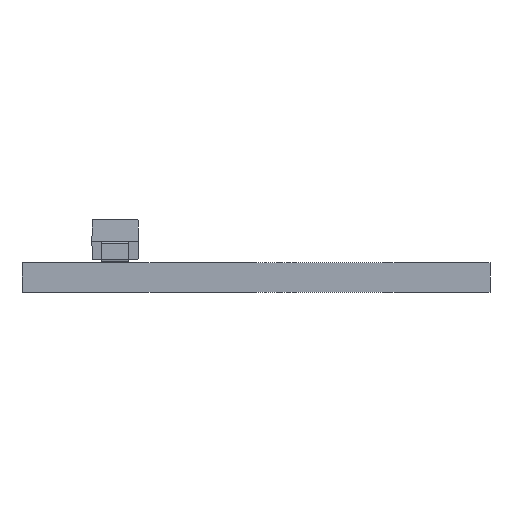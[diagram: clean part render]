
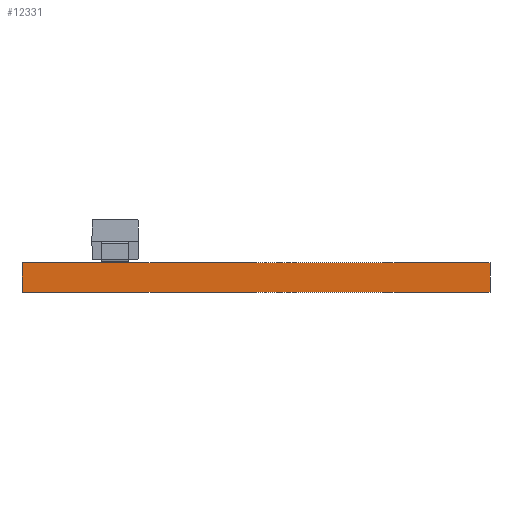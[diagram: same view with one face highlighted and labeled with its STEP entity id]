
A CAD part, left-side view. The second image highlights one B-rep face of the part: STEP entity #12331.
In plain terms, the highlighted planar face has unit normal (-1, 0, 0).
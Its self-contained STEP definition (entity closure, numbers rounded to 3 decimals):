
#2518 = PLANE('',#2519);
#2519 = AXIS2_PLACEMENT_3D('',#2520,#2521,#2522);
#2520 = CARTESIAN_POINT('',(0.,8.061,1.58));
#2521 = DIRECTION('',(-0.,-0.,-1.));
#2522 = DIRECTION('',(-1.,0.,0.));
#2572 = PLANE('',#2573);
#2573 = AXIS2_PLACEMENT_3D('',#2574,#2575,#2576);
#2574 = CARTESIAN_POINT('',(0.,8.061,0.));
#2575 = DIRECTION('',(-0.,-0.,-1.));
#2576 = DIRECTION('',(-1.,0.,0.));
#2605 = PLANE('',#2606);
#2606 = AXIS2_PLACEMENT_3D('',#2607,#2608,#2609);
#2607 = CARTESIAN_POINT('',(-12.5,20.5,0.));
#2608 = DIRECTION('',(0.,1.,0.));
#2609 = DIRECTION('',(1.,0.,0.));
#3857 = VERTEX_POINT('',#3858);
#3858 = CARTESIAN_POINT('',(-12.5,-4.5,0.));
#3872 = PLANE('',#3873);
#3873 = AXIS2_PLACEMENT_3D('',#3874,#3875,#3876);
#3874 = CARTESIAN_POINT('',(-5.75,-4.5,0.));
#3875 = DIRECTION('',(0.,-1.,0.));
#3876 = DIRECTION('',(-1.,0.,0.));
#3884 = EDGE_CURVE('',#3857,#3885,#3887,.T.);
#3885 = VERTEX_POINT('',#3886);
#3886 = CARTESIAN_POINT('',(-12.5,20.5,0.));
#3887 = SURFACE_CURVE('',#3888,(#3892,#3899),.PCURVE_S1.);
#3888 = LINE('',#3889,#3890);
#3889 = CARTESIAN_POINT('',(-12.5,-4.5,0.));
#3890 = VECTOR('',#3891,1.);
#3891 = DIRECTION('',(0.,1.,0.));
#3892 = PCURVE('',#2572,#3893);
#3893 = DEFINITIONAL_REPRESENTATION('',(#3894),#3898);
#3894 = LINE('',#3895,#3896);
#3895 = CARTESIAN_POINT('',(12.5,-12.561));
#3896 = VECTOR('',#3897,1.);
#3897 = DIRECTION('',(0.,1.));
#3898 = ( GEOMETRIC_REPRESENTATION_CONTEXT(2) 
PARAMETRIC_REPRESENTATION_CONTEXT() REPRESENTATION_CONTEXT('2D SPACE',''
  ) );
#3899 = PCURVE('',#3900,#3905);
#3900 = PLANE('',#3901);
#3901 = AXIS2_PLACEMENT_3D('',#3902,#3903,#3904);
#3902 = CARTESIAN_POINT('',(-12.5,-4.5,0.));
#3903 = DIRECTION('',(-1.,0.,0.));
#3904 = DIRECTION('',(0.,1.,0.));
#3905 = DEFINITIONAL_REPRESENTATION('',(#3906),#3910);
#3906 = LINE('',#3907,#3908);
#3907 = CARTESIAN_POINT('',(0.,0.));
#3908 = VECTOR('',#3909,1.);
#3909 = DIRECTION('',(1.,0.));
#3910 = ( GEOMETRIC_REPRESENTATION_CONTEXT(2) 
PARAMETRIC_REPRESENTATION_CONTEXT() REPRESENTATION_CONTEXT('2D SPACE',''
  ) );
#8893 = VERTEX_POINT('',#8894);
#8894 = CARTESIAN_POINT('',(-12.5,-4.5,1.58));
#8915 = EDGE_CURVE('',#8893,#8916,#8918,.T.);
#8916 = VERTEX_POINT('',#8917);
#8917 = CARTESIAN_POINT('',(-12.5,20.5,1.58));
#8918 = SURFACE_CURVE('',#8919,(#8923,#8930),.PCURVE_S1.);
#8919 = LINE('',#8920,#8921);
#8920 = CARTESIAN_POINT('',(-12.5,-4.5,1.58));
#8921 = VECTOR('',#8922,1.);
#8922 = DIRECTION('',(0.,1.,0.));
#8923 = PCURVE('',#2518,#8924);
#8924 = DEFINITIONAL_REPRESENTATION('',(#8925),#8929);
#8925 = LINE('',#8926,#8927);
#8926 = CARTESIAN_POINT('',(12.5,-12.561));
#8927 = VECTOR('',#8928,1.);
#8928 = DIRECTION('',(0.,1.));
#8929 = ( GEOMETRIC_REPRESENTATION_CONTEXT(2) 
PARAMETRIC_REPRESENTATION_CONTEXT() REPRESENTATION_CONTEXT('2D SPACE',''
  ) );
#8930 = PCURVE('',#3900,#8931);
#8931 = DEFINITIONAL_REPRESENTATION('',(#8932),#8936);
#8932 = LINE('',#8933,#8934);
#8933 = CARTESIAN_POINT('',(0.,-1.58));
#8934 = VECTOR('',#8935,1.);
#8935 = DIRECTION('',(1.,0.));
#8936 = ( GEOMETRIC_REPRESENTATION_CONTEXT(2) 
PARAMETRIC_REPRESENTATION_CONTEXT() REPRESENTATION_CONTEXT('2D SPACE',''
  ) );
#12281 = EDGE_CURVE('',#3885,#8916,#12282,.T.);
#12282 = SURFACE_CURVE('',#12283,(#12287,#12294),.PCURVE_S1.);
#12283 = LINE('',#12284,#12285);
#12284 = CARTESIAN_POINT('',(-12.5,20.5,0.));
#12285 = VECTOR('',#12286,1.);
#12286 = DIRECTION('',(0.,0.,1.));
#12287 = PCURVE('',#2605,#12288);
#12288 = DEFINITIONAL_REPRESENTATION('',(#12289),#12293);
#12289 = LINE('',#12290,#12291);
#12290 = CARTESIAN_POINT('',(0.,0.));
#12291 = VECTOR('',#12292,1.);
#12292 = DIRECTION('',(0.,-1.));
#12293 = ( GEOMETRIC_REPRESENTATION_CONTEXT(2) 
PARAMETRIC_REPRESENTATION_CONTEXT() REPRESENTATION_CONTEXT('2D SPACE',''
  ) );
#12294 = PCURVE('',#3900,#12295);
#12295 = DEFINITIONAL_REPRESENTATION('',(#12296),#12300);
#12296 = LINE('',#12297,#12298);
#12297 = CARTESIAN_POINT('',(25.,0.));
#12298 = VECTOR('',#12299,1.);
#12299 = DIRECTION('',(0.,-1.));
#12300 = ( GEOMETRIC_REPRESENTATION_CONTEXT(2) 
PARAMETRIC_REPRESENTATION_CONTEXT() REPRESENTATION_CONTEXT('2D SPACE',''
  ) );
#12331 = ADVANCED_FACE('',(#12332),#3900,.T.);
#12332 = FACE_BOUND('',#12333,.T.);
#12333 = EDGE_LOOP('',(#12334,#12355,#12356,#12357));
#12334 = ORIENTED_EDGE('',*,*,#12335,.T.);
#12335 = EDGE_CURVE('',#3857,#8893,#12336,.T.);
#12336 = SURFACE_CURVE('',#12337,(#12341,#12348),.PCURVE_S1.);
#12337 = LINE('',#12338,#12339);
#12338 = CARTESIAN_POINT('',(-12.5,-4.5,0.));
#12339 = VECTOR('',#12340,1.);
#12340 = DIRECTION('',(0.,0.,1.));
#12341 = PCURVE('',#3900,#12342);
#12342 = DEFINITIONAL_REPRESENTATION('',(#12343),#12347);
#12343 = LINE('',#12344,#12345);
#12344 = CARTESIAN_POINT('',(0.,0.));
#12345 = VECTOR('',#12346,1.);
#12346 = DIRECTION('',(0.,-1.));
#12347 = ( GEOMETRIC_REPRESENTATION_CONTEXT(2) 
PARAMETRIC_REPRESENTATION_CONTEXT() REPRESENTATION_CONTEXT('2D SPACE',''
  ) );
#12348 = PCURVE('',#3872,#12349);
#12349 = DEFINITIONAL_REPRESENTATION('',(#12350),#12354);
#12350 = LINE('',#12351,#12352);
#12351 = CARTESIAN_POINT('',(6.75,0.));
#12352 = VECTOR('',#12353,1.);
#12353 = DIRECTION('',(0.,-1.));
#12354 = ( GEOMETRIC_REPRESENTATION_CONTEXT(2) 
PARAMETRIC_REPRESENTATION_CONTEXT() REPRESENTATION_CONTEXT('2D SPACE',''
  ) );
#12355 = ORIENTED_EDGE('',*,*,#8915,.T.);
#12356 = ORIENTED_EDGE('',*,*,#12281,.F.);
#12357 = ORIENTED_EDGE('',*,*,#3884,.F.);
